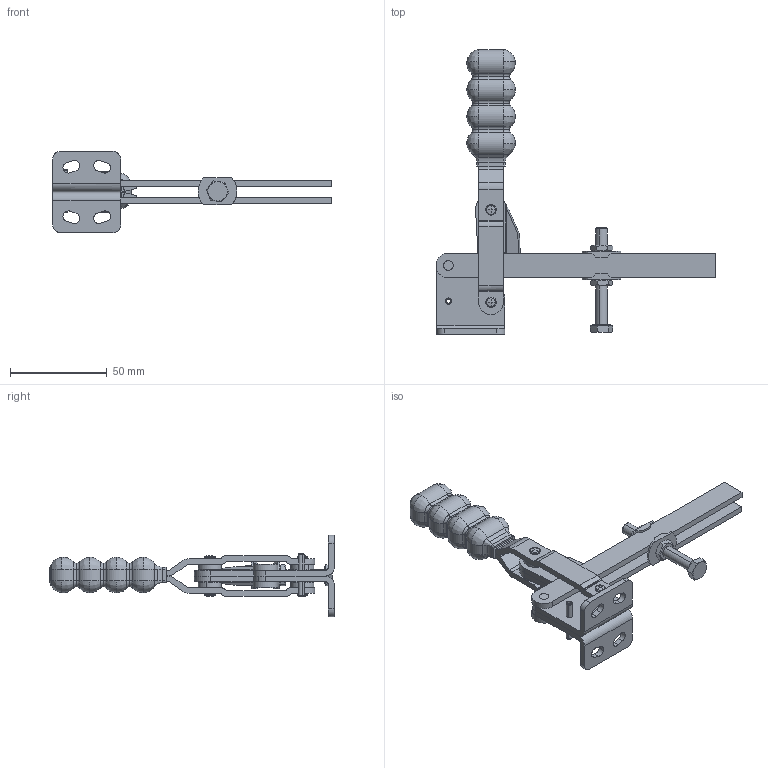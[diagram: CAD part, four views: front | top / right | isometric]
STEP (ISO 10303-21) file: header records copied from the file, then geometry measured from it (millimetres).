
FILE_DESCRIPTION(('CATIA V5 STEP Exchange'),'2;1');
FILE_NAME('VERTIKALSPANNER_TS_V_230_UB_L100_357851_TUENKERS.stp','2019-02-06T07:05:43+00:00',('none'),('none'),'CATIA Version 5 Release 19 SP 9 (IN-10)','CATIA V5 STEP AP214','none');
FILE_SCHEMA(('AUTOMOTIVE_DESIGN { 1 0 10303 214 1 1 1 1 }'));
Length unit declared in the file: millimetre
Products named in the file (1): VERTIKALSPANNER_TS_V_230_UB_L100_357851
Bounding box: 144.35 x 146.71 x 41.99 mm (x, y, z)
Volume: 53688 mm3; surface area: 30691.2 mm2
Topology: 1 solids, 4 shells, 845 faces, 2391 edges, 1443 vertices
Faces by surface type: plane 334, cylinder 264, bspline 165, cone 58, torus 16, sphere 8
Entity records: 27955 total; most frequent: CARTESIAN_POINT 8691, ORIENTED_EDGE 4750, DIRECTION 2919, EDGE_CURVE 2375, VERTEX_POINT 1443, AXIS2_PLACEMENT_3D 1200, VECTOR 1167, LINE 1167
